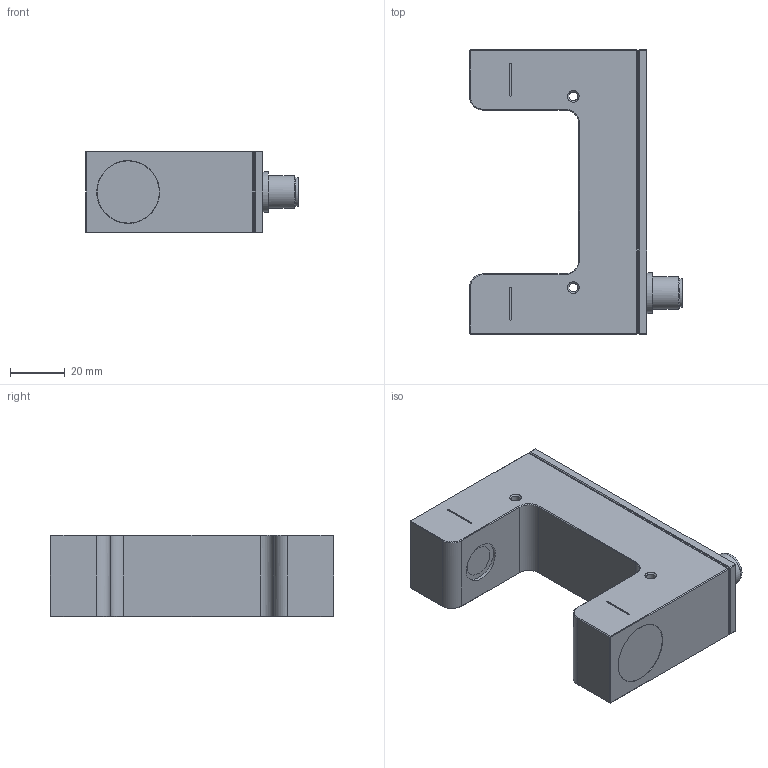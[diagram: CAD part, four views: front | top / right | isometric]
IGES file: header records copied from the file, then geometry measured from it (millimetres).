
Global section: file name: USGT 60-8 IU-B4; native system: Autodesk Inventor 2025; preprocessor: unknown; author: cf; organization: di-soric GmbH & Co. KG; date: 20250901.110828; units: millimetre
Bounding box: 78 x 104 x 30 mm (x, y, z)
Volume: 128854.6 mm3; surface area: 25404.6 mm2
Topology: 1 solids, 6 shells, 669 faces, 1720 edges, 1144 vertices
Faces by surface type: bspline 669
